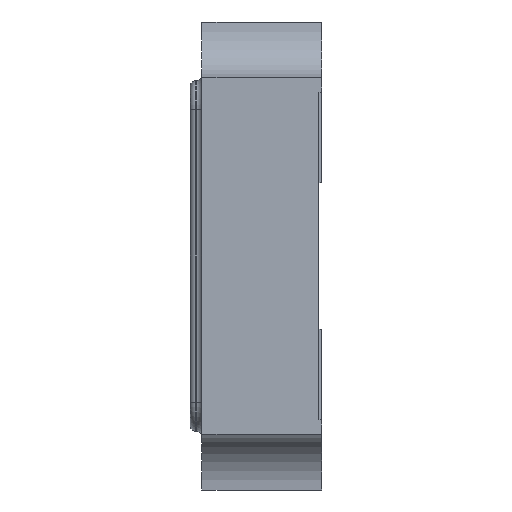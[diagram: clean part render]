
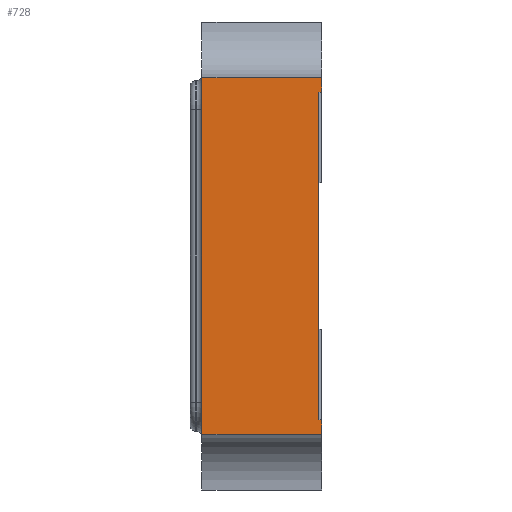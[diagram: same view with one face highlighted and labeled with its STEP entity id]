
A CAD part, left-side view. The second image highlights one B-rep face of the part: STEP entity #728.
In plain terms, the highlighted planar face has unit normal (-1, 0, 0).
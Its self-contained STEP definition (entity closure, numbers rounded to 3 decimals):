
#6 = CARTESIAN_POINT ( 'NONE',  ( -1., -0.01, -0.56 ) ) ;
#28 = LINE ( 'NONE', #602, #1591 ) ;
#81 = DIRECTION ( 'NONE',  ( 0., 0., 1. ) ) ;
#136 = EDGE_CURVE ( 'NONE', #923, #1228, #2022, .T. ) ;
#153 = FACE_OUTER_BOUND ( 'NONE', #1295, .T. ) ;
#216 = EDGE_CURVE ( 'NONE', #1675, #1684, #28, .T. ) ;
#241 = CARTESIAN_POINT ( 'NONE',  ( -1., 1.251, 0.56 ) ) ;
#246 = EDGE_CURVE ( 'NONE', #1675, #1993, #1342, .T. ) ;
#256 = DIRECTION ( 'NONE',  ( 0., -1., 0. ) ) ;
#273 = LINE ( 'NONE', #615, #437 ) ;
#296 = CARTESIAN_POINT ( 'NONE',  ( -1., 0., -0.56 ) ) ;
#367 = VECTOR ( 'NONE', #368, 1000. ) ;
#368 = DIRECTION ( 'NONE',  ( 0., -1., 0. ) ) ;
#412 = VECTOR ( 'NONE', #697, 1000. ) ;
#430 = ORIENTED_EDGE ( 'NONE', *, *, #1613, .F. ) ;
#437 = VECTOR ( 'NONE', #971, 1000. ) ;
#600 = CARTESIAN_POINT ( 'NONE',  ( -1., 0.4, 0.61 ) ) ;
#602 = CARTESIAN_POINT ( 'NONE',  ( -1., -0.01, 0. ) ) ;
#605 = EDGE_CURVE ( 'NONE', #1684, #1035, #273, .T. ) ;
#614 = ORIENTED_EDGE ( 'NONE', *, *, #933, .T. ) ;
#615 = CARTESIAN_POINT ( 'NONE',  ( -1., -0.01, -0.61 ) ) ;
#697 = DIRECTION ( 'NONE',  ( 0., 0., -1. ) ) ;
#728 = ADVANCED_FACE ( 'NONE', ( #153 ), #1502, .F. ) ;
#788 = LINE ( 'NONE', #1110, #2193 ) ;
#850 = CARTESIAN_POINT ( 'NONE',  ( -1., 0., 0.56 ) ) ;
#896 = CARTESIAN_POINT ( 'NONE',  ( -1., 1.251, 0.61 ) ) ;
#923 = VERTEX_POINT ( 'NONE', #600 ) ;
#929 = EDGE_CURVE ( 'NONE', #1035, #923, #788, .T. ) ;
#933 = EDGE_CURVE ( 'NONE', #1998, #1552, #961, .T. ) ;
#961 = LINE ( 'NONE', #241, #1696 ) ;
#971 = DIRECTION ( 'NONE',  ( 0., 1., 0. ) ) ;
#985 = DIRECTION ( 'NONE',  ( 0., 1., 0. ) ) ;
#990 = CARTESIAN_POINT ( 'NONE',  ( -1., -0.01, 0.56 ) ) ;
#994 = DIRECTION ( 'NONE',  ( 0., 0., 1. ) ) ;
#1016 = CARTESIAN_POINT ( 'NONE',  ( -1., 0.4, -0.61 ) ) ;
#1035 = VERTEX_POINT ( 'NONE', #1016 ) ;
#1050 = ORIENTED_EDGE ( 'NONE', *, *, #136, .F. ) ;
#1104 = LINE ( 'NONE', #2165, #1338 ) ;
#1110 = CARTESIAN_POINT ( 'NONE',  ( -1., 0.4, 0.6 ) ) ;
#1150 = VECTOR ( 'NONE', #985, 1000. ) ;
#1154 = AXIS2_PLACEMENT_3D ( 'NONE', #2180, #2007, #994 ) ;
#1193 = ORIENTED_EDGE ( 'NONE', *, *, #1802, .T. ) ;
#1228 = VERTEX_POINT ( 'NONE', #1717 ) ;
#1294 = DIRECTION ( 'NONE',  ( 0., 0., -1. ) ) ;
#1295 = EDGE_LOOP ( 'NONE', ( #1645, #1193, #614, #430, #1050, #2195, #1327, #1526 ) ) ;
#1327 = ORIENTED_EDGE ( 'NONE', *, *, #605, .F. ) ;
#1338 = VECTOR ( 'NONE', #1861, 1000. ) ;
#1342 = LINE ( 'NONE', #1673, #1150 ) ;
#1502 = PLANE ( 'NONE',  #1154 ) ;
#1526 = ORIENTED_EDGE ( 'NONE', *, *, #216, .F. ) ;
#1552 = VERTEX_POINT ( 'NONE', #990 ) ;
#1572 = LINE ( 'NONE', #2072, #412 ) ;
#1591 = VECTOR ( 'NONE', #1294, 1000. ) ;
#1613 = EDGE_CURVE ( 'NONE', #1228, #1552, #1572, .T. ) ;
#1645 = ORIENTED_EDGE ( 'NONE', *, *, #246, .T. ) ;
#1673 = CARTESIAN_POINT ( 'NONE',  ( -1., -0.01, -0.56 ) ) ;
#1675 = VERTEX_POINT ( 'NONE', #6 ) ;
#1684 = VERTEX_POINT ( 'NONE', #2041 ) ;
#1696 = VECTOR ( 'NONE', #256, 1000. ) ;
#1717 = CARTESIAN_POINT ( 'NONE',  ( -1., -0.01, 0.61 ) ) ;
#1802 = EDGE_CURVE ( 'NONE', #1993, #1998, #1104, .T. ) ;
#1861 = DIRECTION ( 'NONE',  ( 0., 0., 1. ) ) ;
#1993 = VERTEX_POINT ( 'NONE', #296 ) ;
#1998 = VERTEX_POINT ( 'NONE', #850 ) ;
#2007 = DIRECTION ( 'NONE',  ( 1., 0., 0. ) ) ;
#2022 = LINE ( 'NONE', #896, #367 ) ;
#2041 = CARTESIAN_POINT ( 'NONE',  ( -1., -0.01, -0.61 ) ) ;
#2072 = CARTESIAN_POINT ( 'NONE',  ( -1., -0.01, 0. ) ) ;
#2165 = CARTESIAN_POINT ( 'NONE',  ( -1., 0., 0.6 ) ) ;
#2180 = CARTESIAN_POINT ( 'NONE',  ( -1., 0.4, 0.6 ) ) ;
#2193 = VECTOR ( 'NONE', #81, 1000. ) ;
#2195 = ORIENTED_EDGE ( 'NONE', *, *, #929, .F. ) ;
